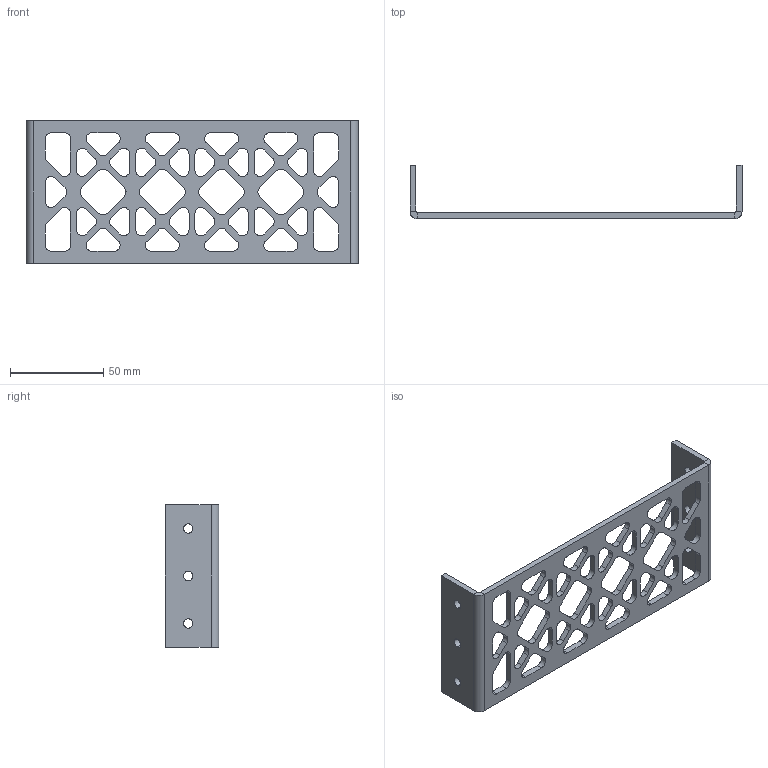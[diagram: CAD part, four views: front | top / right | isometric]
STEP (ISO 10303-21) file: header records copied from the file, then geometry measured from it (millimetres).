
FILE_DESCRIPTION (( 'STEP AP203' ), '1' );
FILE_NAME ('S-25-CLB-P-4062.STEP', '2025-02-11T07:15:50', ( '' ), ( '' ), 'SwSTEP 2.0', 'SolidWorks 2024', '' );
FILE_SCHEMA (( 'CONFIG_CONTROL_DESIGN' ));
Length unit declared in the file: inch
Products named in the file (1): S-25-CLB-P-4062
Bounding box: 177.8 x 28.57 x 76.2 mm (x, y, z)
Volume: 35526.6 mm3; surface area: 29934.4 mm2
Topology: 1 solids, 1 shells, 275 faces, 803 edges, 530 vertices
Faces by surface type: cylinder 147, plane 128
Entity records: 9422 total; most frequent: DIRECTION 1649, CARTESIAN_POINT 1609, ORIENTED_EDGE 1606, EDGE_CURVE 803, AXIS2_PLACEMENT_3D 570, VERTEX_POINT 530, LINE 509, VECTOR 509
